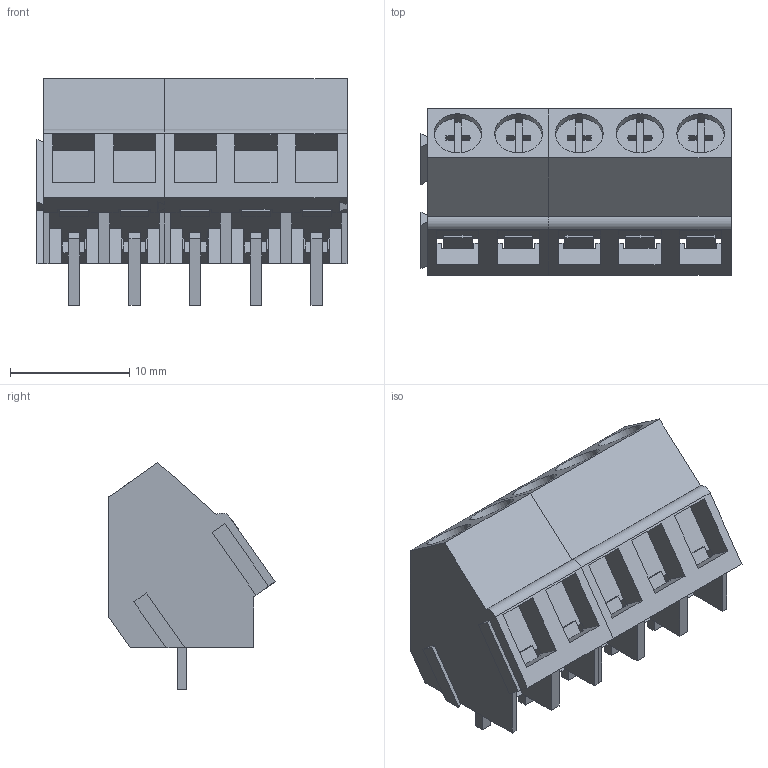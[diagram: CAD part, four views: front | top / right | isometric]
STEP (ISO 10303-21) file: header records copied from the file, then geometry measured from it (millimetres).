
FILE_DESCRIPTION(('CATIA V5 STEP Exchange','CAx-IF Rec.Pracs.--- Model Styling and Organization---1.2---2011-12-15'),'2;1');
FILE_NAME ('D1465154_0_9994560000_9994560000.stp','2018-03-31T07:05:32+00:00',('none'),('Weidmueller'),'CATIA Version 5-6 Release 2014','CATIA V5 STEP AP214','none');
FILE_SCHEMA(('AUTOMOTIVE_DESIGN { 1 0 10303 214 1 1 1 1 }'));
Length unit declared in the file: millimetre
Products named in the file (1): 9994560000
Bounding box: 25.95 x 13.9 x 19 mm (x, y, z)
Volume: 2943 mm3; surface area: 3438.6 mm2
Topology: 12 solids, 12 shells, 414 faces, 1155 edges, 770 vertices
Faces by surface type: plane 382, cylinder 32
Entity records: 12805 total; most frequent: ORIENTED_EDGE 2310, CARTESIAN_POINT 2242, DIRECTION 1769, EDGE_CURVE 1155, VECTOR 1071, LINE 1071, VERTEX_POINT 770, EDGE_LOOP 429
